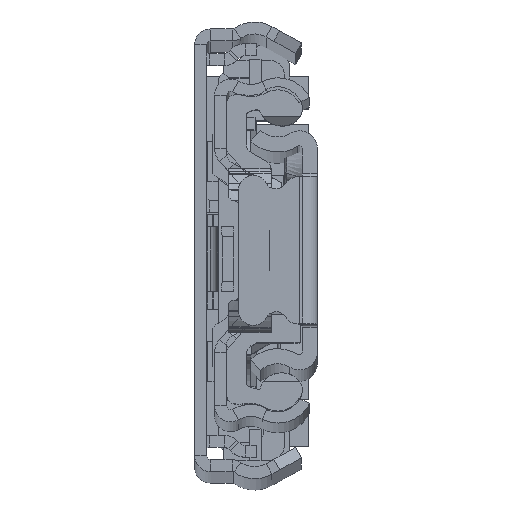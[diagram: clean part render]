
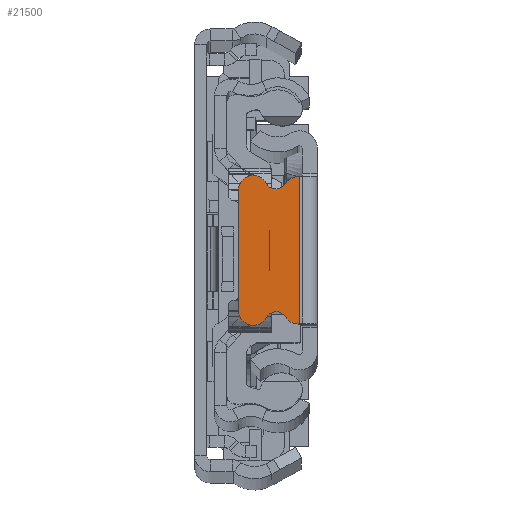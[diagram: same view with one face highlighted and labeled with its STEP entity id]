
A CAD part, top view. The second image highlights one B-rep face of the part: STEP entity #21500.
In plain terms, the highlighted planar face has unit normal (0, 0, 1).
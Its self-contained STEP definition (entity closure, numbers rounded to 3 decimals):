
#598 = CARTESIAN_POINT ( 'NONE',  ( -1.75, 0., 0. ) ) ;
#1216 = CARTESIAN_POINT ( 'NONE',  ( -6.429, 6., 0. ) ) ;
#1449 = CARTESIAN_POINT ( 'NONE',  ( -1.75, -7.37, 0. ) ) ;
#1534 = CARTESIAN_POINT ( 'NONE',  ( -1.929, -7.37, 0. ) ) ;
#1679 = VECTOR ( 'NONE', #6479, 1000. ) ;
#1903 = DIRECTION ( 'NONE',  ( 0., 0., 1. ) ) ;
#1911 = ORIENTED_EDGE ( 'NONE', *, *, #33003, .F. ) ;
#2286 = PLANE ( 'NONE',  #22527 ) ;
#2347 = CIRCLE ( 'NONE', #24629, 1.5 ) ;
#2480 = ORIENTED_EDGE ( 'NONE', *, *, #15162, .T. ) ;
#3495 = VERTEX_POINT ( 'NONE', #33857 ) ;
#3983 = DIRECTION ( 'NONE',  ( -1., 0., 0. ) ) ;
#4497 = EDGE_CURVE ( 'NONE', #11274, #31130, #13205, .T. ) ;
#4548 = DIRECTION ( 'NONE',  ( 0., -1., 0. ) ) ;
#4647 = CARTESIAN_POINT ( 'NONE',  ( -6.429, -6., 0. ) ) ;
#4879 = ORIENTED_EDGE ( 'NONE', *, *, #4497, .T. ) ;
#5195 = ORIENTED_EDGE ( 'NONE', *, *, #29856, .T. ) ;
#5598 = CARTESIAN_POINT ( 'NONE',  ( -5.109, -6.713, 0. ) ) ;
#6155 = DIRECTION ( 'NONE',  ( 0., -1., 0. ) ) ;
#6479 = DIRECTION ( 'NONE',  ( -1., 0., 0. ) ) ;
#6955 = EDGE_LOOP ( 'NONE', ( #16569, #7238, #19914, #2480, #4879, #5195, #27401, #8706, #17981, #1911 ) ) ;
#7044 = CARTESIAN_POINT ( 'NONE',  ( -3.206, -6.658, 0. ) ) ;
#7238 = ORIENTED_EDGE ( 'NONE', *, *, #11185, .F. ) ;
#8012 = CARTESIAN_POINT ( 'NONE',  ( 642.771, 0., 0. ) ) ;
#8706 = ORIENTED_EDGE ( 'NONE', *, *, #11069, .T. ) ;
#9902 = VERTEX_POINT ( 'NONE', #7044 ) ;
#9978 = DIRECTION ( 'NONE',  ( 0., 0., -1. ) ) ;
#10181 = VERTEX_POINT ( 'NONE', #1449 ) ;
#10267 = AXIS2_PLACEMENT_3D ( 'NONE', #23425, #9978, #28479 ) ;
#10306 = FACE_OUTER_BOUND ( 'NONE', #6955, .T. ) ;
#10738 = VECTOR ( 'NONE', #23516, 1000. ) ;
#11069 = EDGE_CURVE ( 'NONE', #17532, #9902, #20830, .T. ) ;
#11185 = EDGE_CURVE ( 'NONE', #3495, #13199, #20913, .T. ) ;
#11274 = VERTEX_POINT ( 'NONE', #12067 ) ;
#12067 = CARTESIAN_POINT ( 'NONE',  ( -5.109, 6.713, 0. ) ) ;
#12186 = VERTEX_POINT ( 'NONE', #32262 ) ;
#12685 = CARTESIAN_POINT ( 'NONE',  ( -1.929, 7.37, 0. ) ) ;
#12914 = DIRECTION ( 'NONE',  ( 0., 0., 1. ) ) ;
#13109 = CIRCLE ( 'NONE', #13634, 1.5 ) ;
#13199 = VERTEX_POINT ( 'NONE', #30836 ) ;
#13205 = CIRCLE ( 'NONE', #21555, 1.5 ) ;
#13391 = EDGE_CURVE ( 'NONE', #13199, #10181, #22065, .T. ) ;
#13634 = AXIS2_PLACEMENT_3D ( 'NONE', #33145, #32962, #19716 ) ;
#14829 = DIRECTION ( 'NONE',  ( 0., 0., 1. ) ) ;
#15162 = EDGE_CURVE ( 'NONE', #28369, #11274, #33126, .T. ) ;
#15285 = DIRECTION ( 'NONE',  ( 1., 0., 0. ) ) ;
#15793 = AXIS2_PLACEMENT_3D ( 'NONE', #33459, #17758, #25777 ) ;
#15823 = VERTEX_POINT ( 'NONE', #1534 ) ;
#16569 = ORIENTED_EDGE ( 'NONE', *, *, #13391, .F. ) ;
#16865 = EDGE_CURVE ( 'NONE', #12186, #17532, #2347, .T. ) ;
#17242 = CARTESIAN_POINT ( 'NONE',  ( -1.929, 5.87, 0. ) ) ;
#17532 = VERTEX_POINT ( 'NONE', #5598 ) ;
#17758 = DIRECTION ( 'NONE',  ( 0., 0., -1. ) ) ;
#17981 = ORIENTED_EDGE ( 'NONE', *, *, #18979, .T. ) ;
#18979 = EDGE_CURVE ( 'NONE', #9902, #15823, #13109, .T. ) ;
#19716 = DIRECTION ( 'NONE',  ( 1., 0., 0. ) ) ;
#19914 = ORIENTED_EDGE ( 'NONE', *, *, #21658, .T. ) ;
#19920 = CARTESIAN_POINT ( 'NONE',  ( -7.929, -6., 0. ) ) ;
#20084 = DIRECTION ( 'NONE',  ( -1., 0., 0. ) ) ;
#20490 = LINE ( 'NONE', #28140, #1679 ) ;
#20723 = DIRECTION ( 'NONE',  ( 0., 0., 1. ) ) ;
#20830 = CIRCLE ( 'NONE', #15793, 1.1 ) ;
#20913 = LINE ( 'NONE', #12685, #10738 ) ;
#21500 = ADVANCED_FACE ( 'NONE', ( #10306 ), #2286, .T. ) ;
#21555 = AXIS2_PLACEMENT_3D ( 'NONE', #1216, #14829, #20084 ) ;
#21658 = EDGE_CURVE ( 'NONE', #3495, #28369, #21973, .T. ) ;
#21973 = CIRCLE ( 'NONE', #34246, 1.5 ) ;
#22065 = LINE ( 'NONE', #598, #29862 ) ;
#22527 = AXIS2_PLACEMENT_3D ( 'NONE', #8012, #12914, #29326 ) ;
#22700 = CARTESIAN_POINT ( 'NONE',  ( -7.929, 6., 0. ) ) ;
#23425 = CARTESIAN_POINT ( 'NONE',  ( -4.142, 7.236, 0. ) ) ;
#23516 = DIRECTION ( 'NONE',  ( 1., 0., 0. ) ) ;
#23775 = VECTOR ( 'NONE', #4548, 1000. ) ;
#24629 = AXIS2_PLACEMENT_3D ( 'NONE', #4647, #20723, #15285 ) ;
#25777 = DIRECTION ( 'NONE',  ( -1., 0., 0. ) ) ;
#25838 = LINE ( 'NONE', #19920, #23775 ) ;
#27401 = ORIENTED_EDGE ( 'NONE', *, *, #16865, .T. ) ;
#27442 = CARTESIAN_POINT ( 'NONE',  ( -3.206, 6.658, 0. ) ) ;
#28140 = CARTESIAN_POINT ( 'NONE',  ( -1.929, -7.37, 0. ) ) ;
#28369 = VERTEX_POINT ( 'NONE', #27442 ) ;
#28479 = DIRECTION ( 'NONE',  ( 1., 0., 0. ) ) ;
#29326 = DIRECTION ( 'NONE',  ( 1., 0., 0. ) ) ;
#29856 = EDGE_CURVE ( 'NONE', #31130, #12186, #25838, .T. ) ;
#29862 = VECTOR ( 'NONE', #6155, 1000. ) ;
#30836 = CARTESIAN_POINT ( 'NONE',  ( -1.75, 7.37, 0. ) ) ;
#31130 = VERTEX_POINT ( 'NONE', #22700 ) ;
#32262 = CARTESIAN_POINT ( 'NONE',  ( -7.929, -6., 0. ) ) ;
#32962 = DIRECTION ( 'NONE',  ( 0., 0., 1. ) ) ;
#33003 = EDGE_CURVE ( 'NONE', #10181, #15823, #20490, .T. ) ;
#33126 = CIRCLE ( 'NONE', #10267, 1.1 ) ;
#33145 = CARTESIAN_POINT ( 'NONE',  ( -1.929, -5.87, 0. ) ) ;
#33459 = CARTESIAN_POINT ( 'NONE',  ( -4.142, -7.236, 0. ) ) ;
#33857 = CARTESIAN_POINT ( 'NONE',  ( -1.929, 7.37, 0. ) ) ;
#34246 = AXIS2_PLACEMENT_3D ( 'NONE', #17242, #1903, #3983 ) ;
